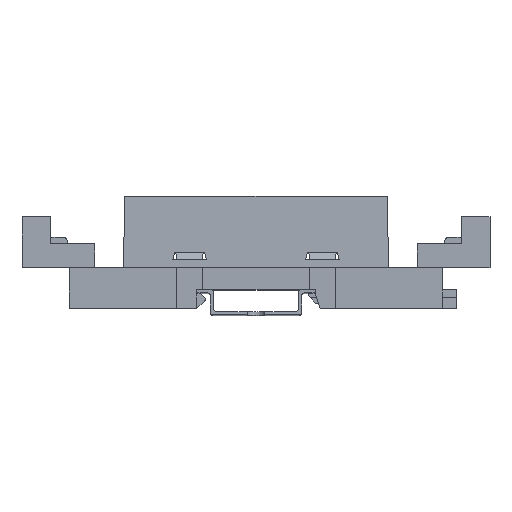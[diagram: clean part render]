
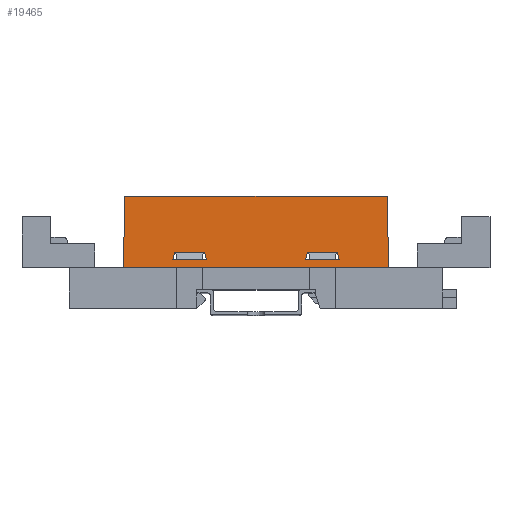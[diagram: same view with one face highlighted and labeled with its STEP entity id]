
A CAD part, top view. The second image highlights one B-rep face of the part: STEP entity #19465.
In plain terms, the highlighted planar face has unit normal (0, 0.024, 1).
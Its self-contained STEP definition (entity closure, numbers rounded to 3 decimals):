
#684 = VECTOR ( 'NONE', #11827, 1000. ) ;
#692 = DIRECTION ( 'NONE',  ( 0.242, 0.97, -0.023 ) ) ;
#987 = EDGE_CURVE ( 'NONE', #15177, #21245, #1432, .T. ) ;
#1235 = VECTOR ( 'NONE', #11509, 1000. ) ;
#1432 = LINE ( 'NONE', #8962, #18178 ) ;
#1562 = DIRECTION ( 'NONE',  ( 0.242, -0.97, 0.023 ) ) ;
#1648 = LINE ( 'NONE', #10923, #23784 ) ;
#1836 = CARTESIAN_POINT ( 'NONE',  ( 38.5, 0., 30. ) ) ;
#1861 = LINE ( 'NONE', #19385, #17642 ) ;
#2044 = VERTEX_POINT ( 'NONE', #10674 ) ;
#2620 = ORIENTED_EDGE ( 'NONE', *, *, #16865, .F. ) ;
#2712 = VERTEX_POINT ( 'NONE', #19312 ) ;
#2812 = VECTOR ( 'NONE', #13804, 1000. ) ;
#3190 = VERTEX_POINT ( 'NONE', #4688 ) ;
#3652 = EDGE_CURVE ( 'NONE', #13694, #20865, #16125, .T. ) ;
#4220 = LINE ( 'NONE', #18696, #23806 ) ;
#4507 = EDGE_CURVE ( 'NONE', #5787, #22585, #24014, .T. ) ;
#4688 = CARTESIAN_POINT ( 'NONE',  ( -25.375, 2.3, 29.945 ) ) ;
#4805 = EDGE_LOOP ( 'NONE', ( #15203, #14363, #20710, #17411 ) ) ;
#4862 = EDGE_CURVE ( 'NONE', #25115, #18108, #23354, .T. ) ;
#4867 = CARTESIAN_POINT ( 'NONE',  ( 23.875, 2.3, 29.945 ) ) ;
#5787 = VERTEX_POINT ( 'NONE', #17965 ) ;
#5819 = ORIENTED_EDGE ( 'NONE', *, *, #24016, .T. ) ;
#6047 = VECTOR ( 'NONE', #14295, 1000. ) ;
#6994 = FACE_BOUND ( 'NONE', #7656, .T. ) ;
#7200 = CARTESIAN_POINT ( 'NONE',  ( 13.875, 2.3, 29.945 ) ) ;
#7656 = EDGE_LOOP ( 'NONE', ( #10837, #5819, #10246, #23796 ) ) ;
#8962 = CARTESIAN_POINT ( 'NONE',  ( -40., 2.3, 29.945 ) ) ;
#9334 = LINE ( 'NONE', #11529, #24209 ) ;
#9589 = VECTOR ( 'NONE', #19764, 1000. ) ;
#9746 = ORIENTED_EDGE ( 'NONE', *, *, #3652, .T. ) ;
#9868 = EDGE_CURVE ( 'NONE', #2712, #3190, #16381, .T. ) ;
#10246 = ORIENTED_EDGE ( 'NONE', *, *, #13592, .T. ) ;
#10674 = CARTESIAN_POINT ( 'NONE',  ( 23.375, 4.3, 29.898 ) ) ;
#10837 = ORIENTED_EDGE ( 'NONE', *, *, #987, .T. ) ;
#10923 = CARTESIAN_POINT ( 'NONE',  ( 15.72, 34.922, 29.169 ) ) ;
#11434 = DIRECTION ( 'NONE',  ( 1., 0., 0. ) ) ;
#11509 = DIRECTION ( 'NONE',  ( 1., 0., 0. ) ) ;
#11529 = CARTESIAN_POINT ( 'NONE',  ( -40., 21., 29.5 ) ) ;
#11787 = DIRECTION ( 'NONE',  ( 0., 1., -0.024 ) ) ;
#11827 = DIRECTION ( 'NONE',  ( 1., 0., 0. ) ) ;
#12368 = LINE ( 'NONE', #23924, #684 ) ;
#12455 = CARTESIAN_POINT ( 'NONE',  ( 37.956, 22.855, 29.456 ) ) ;
#13270 = CARTESIAN_POINT ( 'NONE',  ( -40., 0., 30. ) ) ;
#13592 = EDGE_CURVE ( 'NONE', #16077, #2044, #12368, .T. ) ;
#13694 = VERTEX_POINT ( 'NONE', #1836 ) ;
#13804 = DIRECTION ( 'NONE',  ( -1., 0., 0. ) ) ;
#14041 = EDGE_CURVE ( 'NONE', #18108, #13694, #15228, .T. ) ;
#14295 = DIRECTION ( 'NONE',  ( -0.024, 0.999, -0.024 ) ) ;
#14363 = ORIENTED_EDGE ( 'NONE', *, *, #18599, .T. ) ;
#14518 = CARTESIAN_POINT ( 'NONE',  ( 14.375, 4.3, 29.898 ) ) ;
#15092 = CARTESIAN_POINT ( 'NONE',  ( -39.5, 20.988, 29.5 ) ) ;
#15177 = VERTEX_POINT ( 'NONE', #4867 ) ;
#15203 = ORIENTED_EDGE ( 'NONE', *, *, #9868, .T. ) ;
#15228 = LINE ( 'NONE', #13270, #25965 ) ;
#15232 = EDGE_CURVE ( 'NONE', #22585, #2712, #1861, .T. ) ;
#15578 = DIRECTION ( 'NONE',  ( 1., 0., 0. ) ) ;
#15769 = CARTESIAN_POINT ( 'NONE',  ( -39.5, 21., 29.5 ) ) ;
#15799 = AXIS2_PLACEMENT_3D ( 'NONE', #16001, #24077, #11787 ) ;
#16001 = CARTESIAN_POINT ( 'NONE',  ( -40., 21., 29.5 ) ) ;
#16077 = VERTEX_POINT ( 'NONE', #14518 ) ;
#16125 = LINE ( 'NONE', #12455, #6047 ) ;
#16381 = LINE ( 'NONE', #25933, #2812 ) ;
#16854 = LINE ( 'NONE', #21919, #9589 ) ;
#16865 = EDGE_CURVE ( 'NONE', #25115, #20865, #9334, .T. ) ;
#16930 = DIRECTION ( 'NONE',  ( 0.242, -0.97, 0.023 ) ) ;
#17032 = DIRECTION ( 'NONE',  ( -0.024, -0.999, 0.024 ) ) ;
#17411 = ORIENTED_EDGE ( 'NONE', *, *, #15232, .T. ) ;
#17642 = VECTOR ( 'NONE', #1562, 1000. ) ;
#17898 = CARTESIAN_POINT ( 'NONE',  ( 38., 21., 29.5 ) ) ;
#17965 = CARTESIAN_POINT ( 'NONE',  ( -24.875, 4.3, 29.898 ) ) ;
#18108 = VERTEX_POINT ( 'NONE', #20949 ) ;
#18178 = VECTOR ( 'NONE', #23116, 1000. ) ;
#18599 = EDGE_CURVE ( 'NONE', #3190, #5787, #4220, .T. ) ;
#18696 = CARTESIAN_POINT ( 'NONE',  ( -21.835, 16.461, 29.608 ) ) ;
#18717 = EDGE_CURVE ( 'NONE', #2044, #15177, #1648, .T. ) ;
#19312 = CARTESIAN_POINT ( 'NONE',  ( -15.375, 2.3, 29.945 ) ) ;
#19385 = CARTESIAN_POINT ( 'NONE',  ( -21.223, 25.692, 29.388 ) ) ;
#19465 = ADVANCED_FACE ( 'NONE', ( #21199, #6994, #21837 ), #23891, .F. ) ;
#19764 = DIRECTION ( 'NONE',  ( 0.242, 0.97, -0.023 ) ) ;
#19773 = CARTESIAN_POINT ( 'NONE',  ( -40., 4.3, 29.898 ) ) ;
#20710 = ORIENTED_EDGE ( 'NONE', *, *, #4507, .T. ) ;
#20865 = VERTEX_POINT ( 'NONE', #17898 ) ;
#20949 = CARTESIAN_POINT ( 'NONE',  ( -40., 0., 30. ) ) ;
#21199 = FACE_BOUND ( 'NONE', #4805, .T. ) ;
#21245 = VERTEX_POINT ( 'NONE', #7200 ) ;
#21420 = VECTOR ( 'NONE', #17032, 1000. ) ;
#21837 = FACE_OUTER_BOUND ( 'NONE', #23897, .T. ) ;
#21919 = CARTESIAN_POINT ( 'NONE',  ( 15.108, 7.231, 29.828 ) ) ;
#22585 = VERTEX_POINT ( 'NONE', #24518 ) ;
#23116 = DIRECTION ( 'NONE',  ( -1., 0., 0. ) ) ;
#23354 = LINE ( 'NONE', #15092, #21420 ) ;
#23784 = VECTOR ( 'NONE', #16930, 1000. ) ;
#23796 = ORIENTED_EDGE ( 'NONE', *, *, #18717, .T. ) ;
#23806 = VECTOR ( 'NONE', #692, 1000. ) ;
#23891 = PLANE ( 'NONE',  #15799 ) ;
#23897 = EDGE_LOOP ( 'NONE', ( #25607, #9746, #2620, #25489 ) ) ;
#23924 = CARTESIAN_POINT ( 'NONE',  ( -40., 4.3, 29.898 ) ) ;
#24014 = LINE ( 'NONE', #19773, #1235 ) ;
#24016 = EDGE_CURVE ( 'NONE', #21245, #16077, #16854, .T. ) ;
#24077 = DIRECTION ( 'NONE',  ( 0., -0.024, -1. ) ) ;
#24209 = VECTOR ( 'NONE', #15578, 1000. ) ;
#24518 = CARTESIAN_POINT ( 'NONE',  ( -15.875, 4.3, 29.898 ) ) ;
#25115 = VERTEX_POINT ( 'NONE', #15769 ) ;
#25489 = ORIENTED_EDGE ( 'NONE', *, *, #4862, .T. ) ;
#25607 = ORIENTED_EDGE ( 'NONE', *, *, #14041, .T. ) ;
#25933 = CARTESIAN_POINT ( 'NONE',  ( -40., 2.3, 29.945 ) ) ;
#25965 = VECTOR ( 'NONE', #11434, 1000. ) ;
